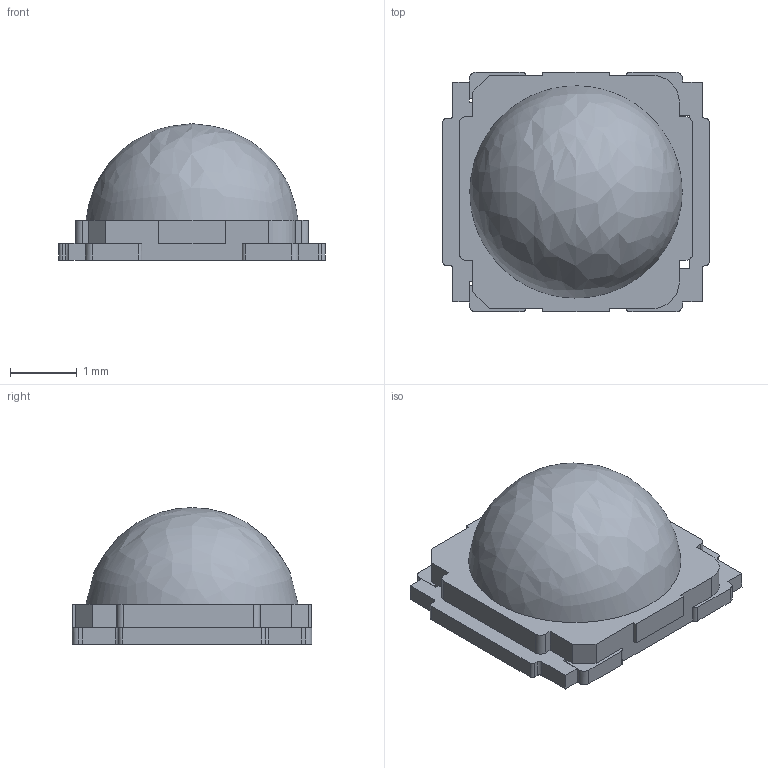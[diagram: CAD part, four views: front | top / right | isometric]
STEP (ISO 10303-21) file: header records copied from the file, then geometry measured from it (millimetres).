
FILE_DESCRIPTION (( 'STEP AP214' ), '1' );
FILE_NAME ('NF2x385AR-V1_3D.STEP', '2016-03-28T06:27:03', ( '' ), ( '' ), 'SwSTEP 2.0', 'SolidWorks 2013', '' );
FILE_SCHEMA (( 'AUTOMOTIVE_DESIGN' ));
Length unit declared in the file: millimetre
Products named in the file (3): part5; part11^NFSW385A-ASSY; NF2x385AR-V1_3D
Assembly tree (2 placements, depth 2):
  NF2x385AR-V1_3D
    part11^NFSW385A-ASSY
    part5
Bounding box: 4 x 3.6 x 2.05 mm (x, y, z)
Volume: 14.9 mm3; surface area: 58.9 mm2
Topology: 2 solids, 2 shells, 106 faces, 320 edges, 214 vertices
Faces by surface type: plane 83, cylinder 22, bspline 1
Entity records: 3789 total; most frequent: CARTESIAN_POINT 891, ORIENTED_EDGE 640, DIRECTION 502, EDGE_CURVE 320, VECTOR 236, LINE 236, VERTEX_POINT 214, AXIS2_PLACEMENT_3D 133
